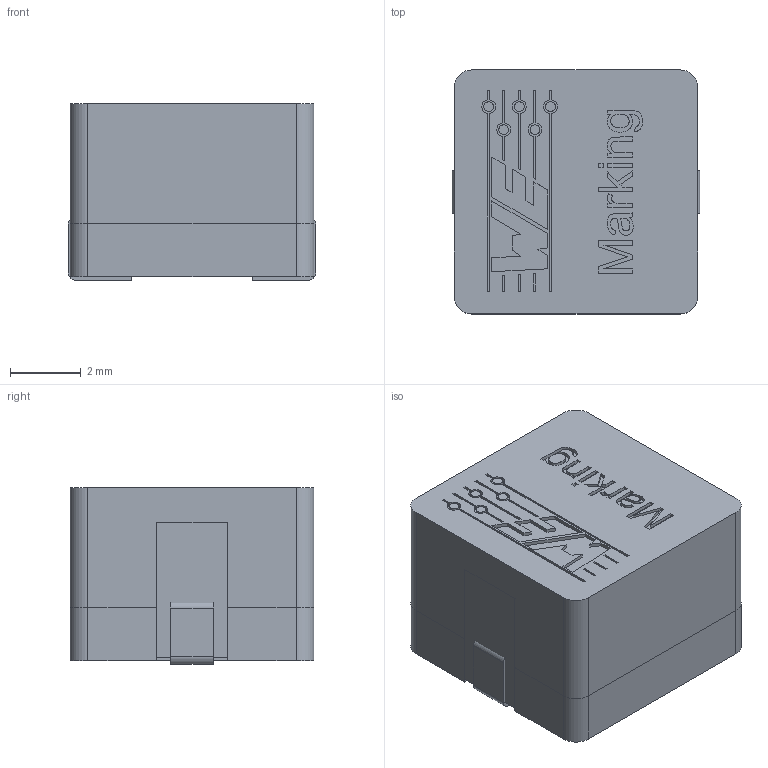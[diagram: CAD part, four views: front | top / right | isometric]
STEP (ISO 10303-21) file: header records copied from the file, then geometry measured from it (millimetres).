
FILE_DESCRIPTION(/* description */ ('Unknown'),/* implementation_level */ '2;1');
FILE_NAME(/* name */ 'L_Wurth_WE-HCI_7050',/* time_stamp */ '2022-03-08T10:18:55+08:00',/* author */ ('Unknown'),/* organization */ ('Unknown'),/* preprocessor_version */ 'ST-DEVELOPER v16.7',/* originating_system */ 'Solid Edge',/* authorisation */ 'Unknown');
FILE_SCHEMA (('AUTOMOTIVE_DESIGN {1 0 10303 214 3 1 1}'));
Length unit declared in the file: millimetre
Products named in the file (2): L_Wurth_WE-HCI_7050
Assembly tree (1 placements, depth 2):
  L_Wurth_WE-HCI_7050
    L_Wurth_WE-HCI_7050
Bounding box: 7 x 6.9 x 5 mm (x, y, z)
Volume: 211.2 mm3; surface area: 771.3 mm2
Topology: 5 solids, 5 shells, 269 faces, 687 edges, 454 vertices
Faces by surface type: plane 209, cylinder 45, bspline 15
Full cylindrical faces by diameter (mm): 0.277 x5, 2.5 x1
Entity records: 9536 total; most frequent: CARTESIAN_POINT 3002, ORIENTED_EDGE 1360, DIRECTION 1240, EDGE_CURVE 680, LINE 556, VECTOR 556, VERTEX_POINT 454, AXIS2_PLACEMENT_3D 342
